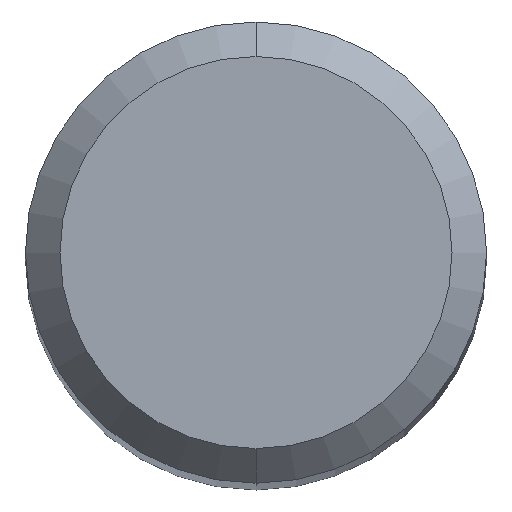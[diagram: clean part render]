
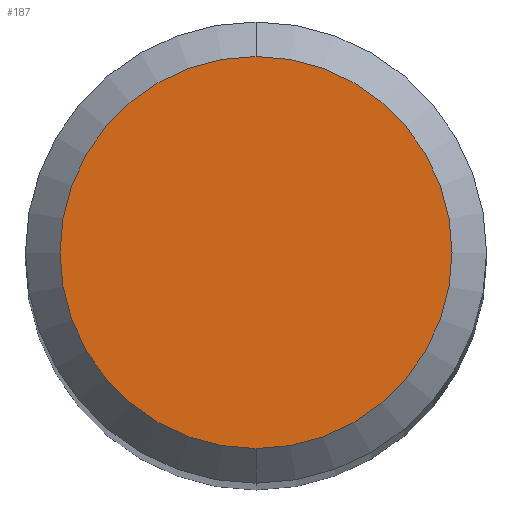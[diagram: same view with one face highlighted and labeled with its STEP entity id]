
A CAD part, top view. The second image highlights one B-rep face of the part: STEP entity #187.
In plain terms, the highlighted planar face has unit normal (0, 0, 1).
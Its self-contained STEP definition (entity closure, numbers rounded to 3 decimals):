
#187=ADVANCED_FACE('',(#494),#495,.T.);
#237=VERTEX_POINT('',#552);
#303=VERTEX_POINT('',#623);
#317=EDGE_CURVE('',#303,#237,#638,.T.);
#445=EDGE_CURVE('',#237,#303,#780,.T.);
#494=FACE_OUTER_BOUND('',#835,.T.);
#495=PLANE('',#836);
#552=CARTESIAN_POINT('',(0.,-1.7,0.0));
#623=CARTESIAN_POINT('',(0.0,1.7,0.0));
#638=CIRCLE('',#1187,1.7);
#780=CIRCLE('',#1420,1.7);
#835=EDGE_LOOP('',(#1447,#1448));
#836=AXIS2_PLACEMENT_3D('',#1449,#1450,#1451);
#1187=AXIS2_PLACEMENT_3D('',#1621,#1622,#1623);
#1420=AXIS2_PLACEMENT_3D('',#1779,#1780,#1781);
#1447=ORIENTED_EDGE('',*,*,#317,.F.);
#1448=ORIENTED_EDGE('',*,*,#445,.F.);
#1449=CARTESIAN_POINT('',(0.0,0.85,0.0));
#1450=DIRECTION('',(-0.0,0.0,1.0));
#1451=DIRECTION('',(0.0,-1.0,0.0));
#1621=CARTESIAN_POINT('',(0.0,0.0,0.0));
#1622=DIRECTION('',(0.0,0.0,-1.0));
#1623=DIRECTION('',(0.0,1.0,0.0));
#1779=CARTESIAN_POINT('',(0.0,0.0,0.0));
#1780=DIRECTION('',(0.0,0.0,-1.0));
#1781=DIRECTION('',(0.0,1.0,0.0));
